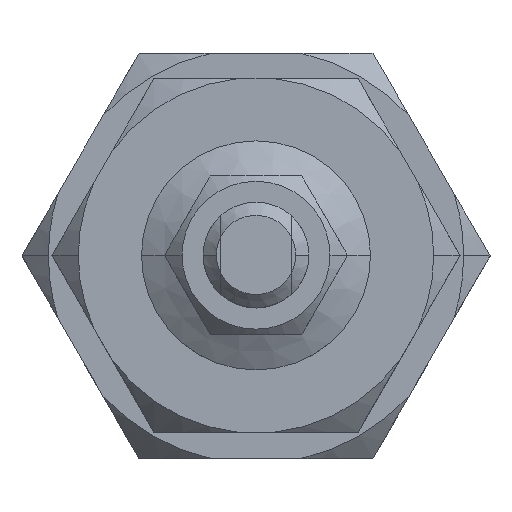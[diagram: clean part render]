
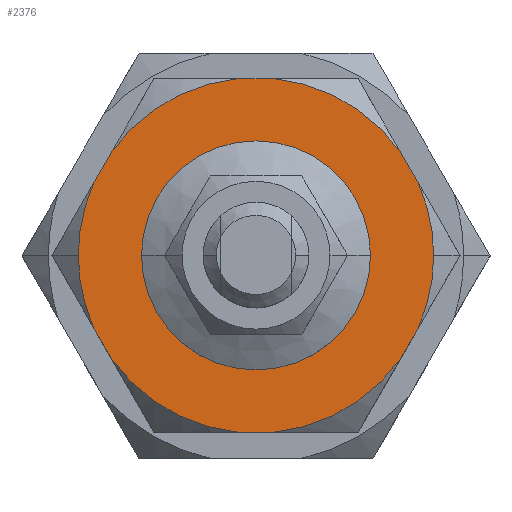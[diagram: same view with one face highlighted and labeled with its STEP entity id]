
A CAD part, top view. The second image highlights one B-rep face of the part: STEP entity #2376.
In plain terms, the highlighted planar face has unit normal (0, 0, 1).
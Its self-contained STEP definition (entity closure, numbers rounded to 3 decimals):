
#1534=CARTESIAN_POINT('',(-6.5,0.,165.44));
#1535=VERTEX_POINT('',#1534);
#1551=CARTESIAN_POINT('',(6.5,0.,165.44));
#1552=VERTEX_POINT('',#1551);
#1559=CARTESIAN_POINT('',(0.,0.,165.44));
#1560=DIRECTION('',(0.0,0.0,-1.0));
#1561=DIRECTION('',(-1.0,0.0,0.0));
#1562=AXIS2_PLACEMENT_3D('',#1559,#1560,#1561);
#1563=CIRCLE('',#1562,6.5);
#1564=EDGE_CURVE('',#1535,#1552,#1563,.T.);
#1648=CARTESIAN_POINT('',(20.168,0.,165.44));
#1649=VERTEX_POINT('',#1648);
#1658=CARTESIAN_POINT('',(18.398,-8.262,165.44));
#1659=VERTEX_POINT('',#1658);
#1660=CARTESIAN_POINT('',(0.,0.,165.44));
#1661=DIRECTION('',(0.0,0.0,1.0));
#1662=DIRECTION('',(1.0,0.0,0.0));
#1663=AXIS2_PLACEMENT_3D('',#1660,#1661,#1662);
#1664=CIRCLE('',#1663,20.168);
#1665=EDGE_CURVE('',#1659,#1649,#1664,.T.);
#1690=CARTESIAN_POINT('',(-20.168,0.,165.44));
#1691=VERTEX_POINT('',#1690);
#1698=CARTESIAN_POINT('',(-18.398,-8.262,165.44));
#1699=VERTEX_POINT('',#1698);
#1713=CARTESIAN_POINT('',(0.,0.,165.44));
#1714=DIRECTION('',(0.0,0.0,1.0));
#1715=DIRECTION('',(1.0,0.0,0.0));
#1716=AXIS2_PLACEMENT_3D('',#1713,#1714,#1715);
#1717=CIRCLE('',#1716,20.168);
#1718=EDGE_CURVE('',#1691,#1699,#1717,.T.);
#1729=CARTESIAN_POINT('',(-18.398,8.262,165.44));
#1730=VERTEX_POINT('',#1729);
#1731=CARTESIAN_POINT('',(0.,0.,165.44));
#1732=DIRECTION('',(0.0,0.0,1.0));
#1733=DIRECTION('',(1.0,0.0,0.0));
#1734=AXIS2_PLACEMENT_3D('',#1731,#1732,#1733);
#1735=CIRCLE('',#1734,20.168);
#1736=EDGE_CURVE('',#1730,#1691,#1735,.T.);
#1759=CARTESIAN_POINT('',(-2.044,-20.064,165.44));
#1760=VERTEX_POINT('',#1759);
#1776=CARTESIAN_POINT('',(-16.354,-11.802,165.44));
#1777=VERTEX_POINT('',#1776);
#1778=CARTESIAN_POINT('',(0.,0.,165.44));
#1779=DIRECTION('',(0.0,0.0,1.0));
#1780=DIRECTION('',(1.0,0.0,0.0));
#1781=AXIS2_PLACEMENT_3D('',#1778,#1779,#1780);
#1782=CIRCLE('',#1781,20.168);
#1783=EDGE_CURVE('',#1777,#1760,#1782,.T.);
#1808=CARTESIAN_POINT('',(-2.044,20.064,165.44));
#1809=VERTEX_POINT('',#1808);
#1823=CARTESIAN_POINT('',(-16.354,11.802,165.44));
#1824=VERTEX_POINT('',#1823);
#1838=CARTESIAN_POINT('',(0.,0.,165.44));
#1839=DIRECTION('',(0.0,0.0,1.0));
#1840=DIRECTION('',(1.0,0.0,0.0));
#1841=AXIS2_PLACEMENT_3D('',#1838,#1839,#1840);
#1842=CIRCLE('',#1841,20.168);
#1843=EDGE_CURVE('',#1809,#1824,#1842,.T.);
#1855=CARTESIAN_POINT('',(16.354,11.802,165.44));
#1856=VERTEX_POINT('',#1855);
#1870=CARTESIAN_POINT('',(2.044,20.064,165.44));
#1871=VERTEX_POINT('',#1870);
#1885=CARTESIAN_POINT('',(0.,0.,165.44));
#1886=DIRECTION('',(0.0,0.0,1.0));
#1887=DIRECTION('',(1.0,0.0,0.0));
#1888=AXIS2_PLACEMENT_3D('',#1885,#1886,#1887);
#1889=CIRCLE('',#1888,20.168);
#1890=EDGE_CURVE('',#1856,#1871,#1889,.T.);
#1900=CARTESIAN_POINT('',(16.354,-11.802,165.44));
#1901=VERTEX_POINT('',#1900);
#1917=CARTESIAN_POINT('',(2.044,-20.064,165.44));
#1918=VERTEX_POINT('',#1917);
#1919=CARTESIAN_POINT('',(0.,0.,165.44));
#1920=DIRECTION('',(0.0,0.0,1.0));
#1921=DIRECTION('',(1.0,0.0,0.0));
#1922=AXIS2_PLACEMENT_3D('',#1919,#1920,#1921);
#1923=CIRCLE('',#1922,20.168);
#1924=EDGE_CURVE('',#1918,#1901,#1923,.T.);
#1948=CARTESIAN_POINT('',(18.398,8.262,165.44));
#1949=VERTEX_POINT('',#1948);
#1963=CARTESIAN_POINT('',(0.,0.,165.44));
#1964=DIRECTION('',(0.0,0.0,1.0));
#1965=DIRECTION('',(1.0,0.0,0.0));
#1966=AXIS2_PLACEMENT_3D('',#1963,#1964,#1965);
#1967=CIRCLE('',#1966,20.168);
#1968=EDGE_CURVE('',#1649,#1949,#1967,.T.);
#1979=CARTESIAN_POINT('',(18.398,-8.262,165.44));
#1980=DIRECTION('',(-0.5,-0.866,0.0));
#1981=VECTOR('',#1980,4.088);
#1982=LINE('',#1979,#1981);
#1983=EDGE_CURVE('',#1659,#1901,#1982,.T.);
#2017=CARTESIAN_POINT('',(2.044,-20.064,165.44));
#2018=DIRECTION('',(-1.0,0.0,0.0));
#2019=VECTOR('',#2018,4.088);
#2020=LINE('',#2017,#2019);
#2021=EDGE_CURVE('',#1918,#1760,#2020,.T.);
#2048=CARTESIAN_POINT('',(-16.354,-11.802,165.44));
#2049=DIRECTION('',(-0.5,0.866,0.0));
#2050=VECTOR('',#2049,4.088);
#2051=LINE('',#2048,#2050);
#2052=EDGE_CURVE('',#1777,#1699,#2051,.T.);
#2161=CARTESIAN_POINT('',(0.,0.,165.44));
#2162=DIRECTION('',(0.0,0.0,-1.0));
#2163=DIRECTION('',(-1.0,0.0,0.0));
#2164=AXIS2_PLACEMENT_3D('',#2161,#2162,#2163);
#2165=CIRCLE('',#2164,6.5);
#2166=EDGE_CURVE('',#1552,#1535,#2165,.T.);
#2276=CARTESIAN_POINT('',(-2.044,20.064,165.44));
#2277=DIRECTION('',(1.0,0.0,0.0));
#2278=VECTOR('',#2277,4.088);
#2279=LINE('',#2276,#2278);
#2280=EDGE_CURVE('',#1809,#1871,#2279,.T.);
#2300=CARTESIAN_POINT('',(16.354,11.802,165.44));
#2301=DIRECTION('',(0.5,-0.866,0.0));
#2302=VECTOR('',#2301,4.088);
#2303=LINE('',#2300,#2302);
#2304=EDGE_CURVE('',#1856,#1949,#2303,.T.);
#2324=CARTESIAN_POINT('',(-18.398,8.262,165.44));
#2325=DIRECTION('',(0.5,0.866,0.0));
#2326=VECTOR('',#2325,4.088);
#2327=LINE('',#2324,#2326);
#2328=EDGE_CURVE('',#1730,#1824,#2327,.T.);
#2351=CARTESIAN_POINT('',(-11.584,20.064,165.44));
#2352=DIRECTION('',(0.0,0.0,-1.0));
#2353=DIRECTION('',(-1.0,0.0,0.0));
#2354=AXIS2_PLACEMENT_3D('',#2351,#2352,#2353);
#2355=PLANE('',#2354);
#2356=ORIENTED_EDGE('',*,*,#1665,.T.);
#2357=ORIENTED_EDGE('',*,*,#1968,.T.);
#2358=ORIENTED_EDGE('',*,*,#2304,.F.);
#2359=ORIENTED_EDGE('',*,*,#1890,.T.);
#2360=ORIENTED_EDGE('',*,*,#2280,.F.);
#2361=ORIENTED_EDGE('',*,*,#1843,.T.);
#2362=ORIENTED_EDGE('',*,*,#2328,.F.);
#2363=ORIENTED_EDGE('',*,*,#1736,.T.);
#2364=ORIENTED_EDGE('',*,*,#1718,.T.);
#2365=ORIENTED_EDGE('',*,*,#2052,.F.);
#2366=ORIENTED_EDGE('',*,*,#1783,.T.);
#2367=ORIENTED_EDGE('',*,*,#2021,.F.);
#2368=ORIENTED_EDGE('',*,*,#1924,.T.);
#2369=ORIENTED_EDGE('',*,*,#1983,.F.);
#2370=EDGE_LOOP('',(#2356,#2357,#2358,#2359,#2360,#2361,#2362,#2363,#2364,#2365,#2366,#2367,#2368,#2369));
#2371=FACE_OUTER_BOUND('',#2370,.T.);
#2372=ORIENTED_EDGE('',*,*,#1564,.T.);
#2373=ORIENTED_EDGE('',*,*,#2166,.T.);
#2374=EDGE_LOOP('',(#2372,#2373));
#2375=FACE_BOUND('',#2374,.T.);
#2376=ADVANCED_FACE('',(#2371,#2375),#2355,.F.);
